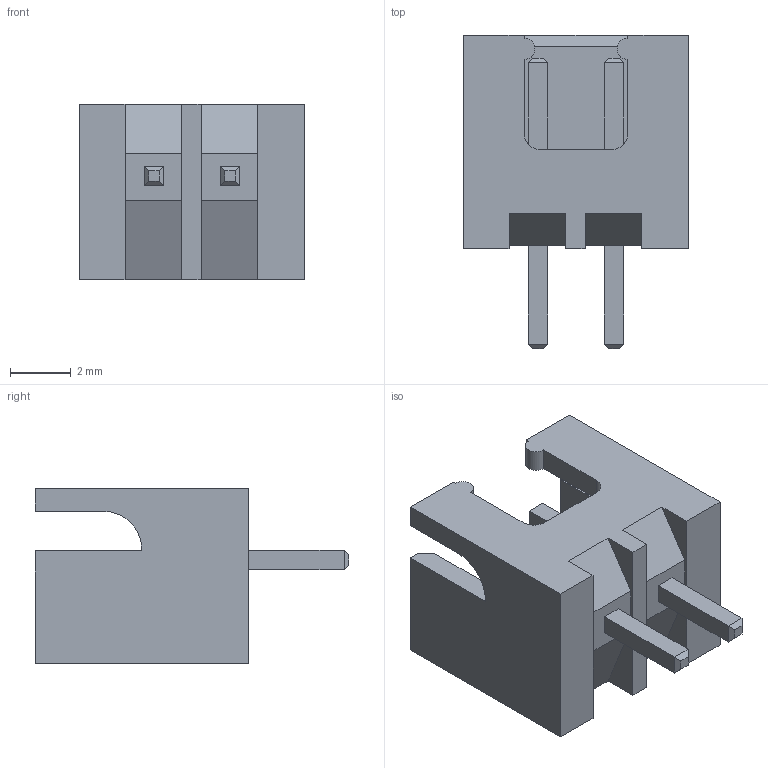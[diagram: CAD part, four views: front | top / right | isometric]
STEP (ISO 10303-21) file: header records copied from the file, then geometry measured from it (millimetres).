
FILE_DESCRIPTION (( 'STEP AP214' ), '1' );
FILE_NAME ('User Library-BxB-XH_mod.STEP', '2022-04-10T19:03:01', ( '' ), ( '' ), 'SwSTEP 2.0', 'SolidWorks 2021', '' );
FILE_SCHEMA (( 'AUTOMOTIVE_DESIGN' ));
Length unit declared in the file: millimetre
Products named in the file (1): User Library-BxB-XH_mod
Bounding box: 7.4 x 10.3 x 5.75 mm (x, y, z)
Volume: 148.3 mm3; surface area: 389.3 mm2
Topology: 1 solids, 1 shells, 82 faces, 210 edges, 134 vertices
Faces by surface type: plane 75, cylinder 7
Entity records: 2854 total; most frequent: CARTESIAN_POINT 427, ORIENTED_EDGE 420, DIRECTION 390, EDGE_CURVE 210, VECTOR 196, LINE 196, VERTEX_POINT 134, AXIS2_PLACEMENT_3D 97
